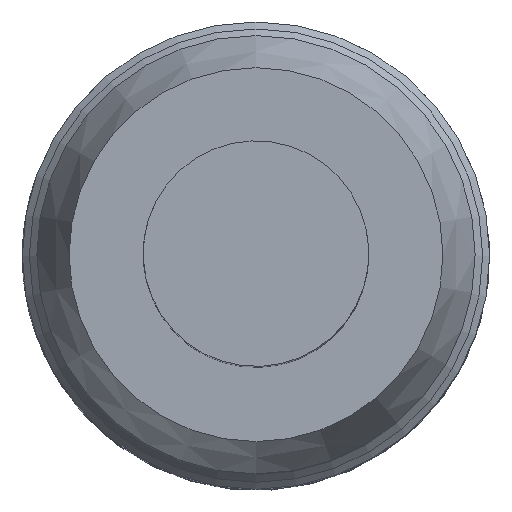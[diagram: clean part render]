
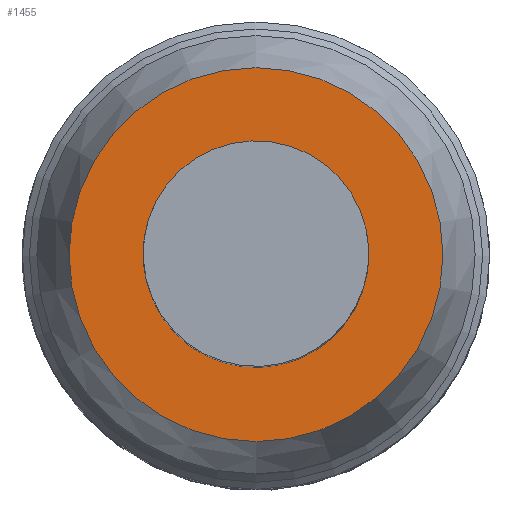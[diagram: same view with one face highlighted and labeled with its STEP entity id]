
A CAD part, top view. The second image highlights one B-rep face of the part: STEP entity #1455.
In plain terms, the highlighted planar face has unit normal (0, 0, 1).
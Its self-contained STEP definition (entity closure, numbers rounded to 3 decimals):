
#1178=PLANE('',#5297);
#1455=ADVANCED_FACE('',(#1732,#1733),#1178,.T.);
#1732=FACE_BOUND('',#2090,.T.);
#1733=FACE_BOUND('',#2091,.T.);
#2090=EDGE_LOOP('',(#3316));
#2091=EDGE_LOOP('',(#3317));
#3316=ORIENTED_EDGE('',*,*,#4473,.F.);
#3317=ORIENTED_EDGE('',*,*,#4474,.T.);
#3845=VERTEX_POINT('',#8964);
#3846=VERTEX_POINT('',#8966);
#4473=EDGE_CURVE('',#3845,#3845,#4732,.T.);
#4474=EDGE_CURVE('',#3846,#3846,#4733,.T.);
#4732=CIRCLE('',#5295,3.5);
#4733=CIRCLE('',#5296,5.8);
#5295=AXIS2_PLACEMENT_3D('',#8963,#6679,#6680);
#5296=AXIS2_PLACEMENT_3D('',#8965,#6681,#6682);
#5297=AXIS2_PLACEMENT_3D('',#8967,#6683,#6684);
#6679=DIRECTION('',(0.,0.,1.));
#6680=DIRECTION('',(1.,0.,0.));
#6681=DIRECTION('',(0.,0.,1.));
#6682=DIRECTION('',(0.,1.,0.));
#6683=DIRECTION('',(0.,0.,1.));
#6684=DIRECTION('',(0.,1.,0.));
#8963=CARTESIAN_POINT('',(0.,0.,43.9));
#8964=CARTESIAN_POINT('',(3.5,0.,43.9));
#8965=CARTESIAN_POINT('',(0.,0.,43.9));
#8966=CARTESIAN_POINT('',(0.,5.8,43.9));
#8967=CARTESIAN_POINT('',(0.,0.,43.9));
